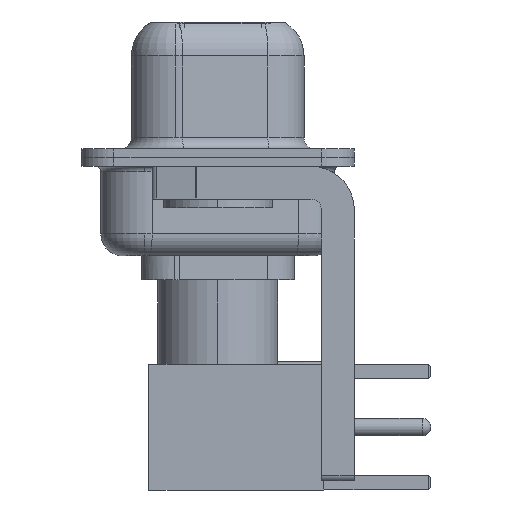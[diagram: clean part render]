
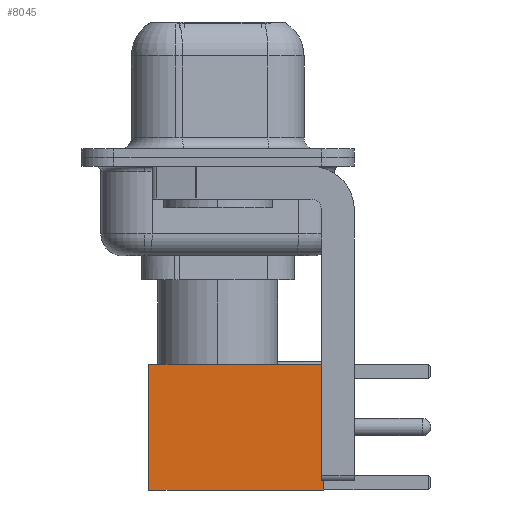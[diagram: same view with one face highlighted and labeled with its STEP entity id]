
A CAD part, left-side view. The second image highlights one B-rep face of the part: STEP entity #8045.
In plain terms, the highlighted face is planar.
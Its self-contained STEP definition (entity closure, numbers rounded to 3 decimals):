
#1240 = EDGE_CURVE ( 'NONE', #16073, #21530, #11961, .T. ) ;
#3528 = PLANE ( 'NONE',  #24108 ) ;
#3656 = DIRECTION ( 'NONE',  ( -1., 0., 0. ) ) ;
#4356 = VECTOR ( 'NONE', #20218, 1000. ) ;
#5166 = CARTESIAN_POINT ( 'NONE',  ( 2.875, 2.875, 0. ) ) ;
#5213 = CARTESIAN_POINT ( 'NONE',  ( -2.875, 2.875, 8. ) ) ;
#5689 = LINE ( 'NONE', #13936, #20778 ) ;
#5992 = VECTOR ( 'NONE', #20565, 1000. ) ;
#6601 = CARTESIAN_POINT ( 'NONE',  ( -2.875, 2.875, 0. ) ) ;
#7100 = CARTESIAN_POINT ( 'NONE',  ( 2.875, 2.875, 0. ) ) ;
#8045 = ADVANCED_FACE ( 'NONE', ( #22065 ), #3528, .T. ) ;
#8844 = VECTOR ( 'NONE', #25789, 1000. ) ;
#9766 = ORIENTED_EDGE ( 'NONE', *, *, #12510, .T. ) ;
#9930 = CARTESIAN_POINT ( 'NONE',  ( 0., 2.875, 8. ) ) ;
#10428 = LINE ( 'NONE', #18671, #5992 ) ;
#10483 = VERTEX_POINT ( 'NONE', #16130 ) ;
#11149 = VERTEX_POINT ( 'NONE', #6601 ) ;
#11660 = DIRECTION ( 'NONE',  ( 0., 1., 0. ) ) ;
#11961 = LINE ( 'NONE', #9930, #4356 ) ;
#12510 = EDGE_CURVE ( 'NONE', #10483, #11149, #5689, .T. ) ;
#13936 = CARTESIAN_POINT ( 'NONE',  ( 0., 2.875, 0. ) ) ;
#15213 = LINE ( 'NONE', #7100, #8844 ) ;
#15454 = CARTESIAN_POINT ( 'NONE',  ( 2.875, 2.875, 8. ) ) ;
#16073 = VERTEX_POINT ( 'NONE', #15454 ) ;
#16130 = CARTESIAN_POINT ( 'NONE',  ( 2.875, 2.875, 0. ) ) ;
#16766 = EDGE_LOOP ( 'NONE', ( #17886, #9766, #21801, #19738 ) ) ;
#16811 = EDGE_CURVE ( 'NONE', #16073, #10483, #15213, .T. ) ;
#17611 = DIRECTION ( 'NONE',  ( 0., 0., 1. ) ) ;
#17886 = ORIENTED_EDGE ( 'NONE', *, *, #16811, .T. ) ;
#18671 = CARTESIAN_POINT ( 'NONE',  ( -2.875, 2.875, 0. ) ) ;
#19738 = ORIENTED_EDGE ( 'NONE', *, *, #1240, .F. ) ;
#20218 = DIRECTION ( 'NONE',  ( -1., 0., 0. ) ) ;
#20565 = DIRECTION ( 'NONE',  ( 0., 0., -1. ) ) ;
#20778 = VECTOR ( 'NONE', #3656, 1000. ) ;
#21530 = VERTEX_POINT ( 'NONE', #5213 ) ;
#21801 = ORIENTED_EDGE ( 'NONE', *, *, #24114, .F. ) ;
#22065 = FACE_OUTER_BOUND ( 'NONE', #16766, .T. ) ;
#24108 = AXIS2_PLACEMENT_3D ( 'NONE', #5166, #11660, #17611 ) ;
#24114 = EDGE_CURVE ( 'NONE', #21530, #11149, #10428, .T. ) ;
#25789 = DIRECTION ( 'NONE',  ( 0., 0., -1. ) ) ;
